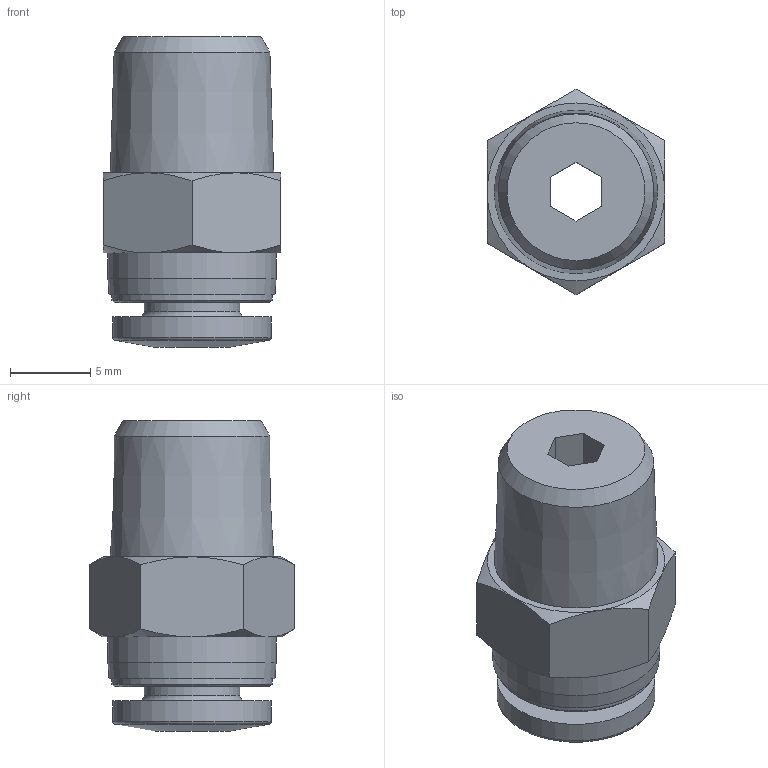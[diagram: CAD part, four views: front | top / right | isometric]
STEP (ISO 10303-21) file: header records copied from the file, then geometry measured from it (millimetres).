
FILE_DESCRIPTION(/* description */ ('STEP AP214'),/* implementation_level */ '2;1');
FILE_NAME(/* name */ '533271_QB-1_8-5_32-U',/* time_stamp */ '2024-09-14T01:28:26+02:00',/* author */ ('License CC BY-ND 4.0'),/* organization */ ('CADENAS'),/* preprocessor_version */ 'ST-DEVELOPER v19.3',/* originating_system */ 'PARTsolutions',/* authorisation */ ' ');
FILE_SCHEMA (('AUTOMOTIVE_DESIGN {1 0 10303 214 3 1 1}'));
Length unit declared in the file: millimetre
Products named in the file (1): 533271 QB-1/8-5/32-U
Bounding box: 11.11 x 12.83 x 19.4 mm (x, y, z)
Volume: 1378.1 mm3; surface area: 1108.9 mm2
Topology: 1 solids, 1 shells, 44 faces, 92 edges, 55 vertices
Faces by surface type: plane 19, cone 17, cylinder 5, torus 3
Full cylindrical faces by diameter (mm): 3.969 x1, 5.969 x1, 9.9 x1, 10 x1, 10.5 x1
Entity records: 1441 total; most frequent: CARTESIAN_POINT 249, DIRECTION 174, ORIENTED_EDGE 156, EDGE_CURVE 78, AXIS2_PLACEMENT_3D 75, EDGE_LOOP 64, FACE_BOUND 64, VERTEX_POINT 54
